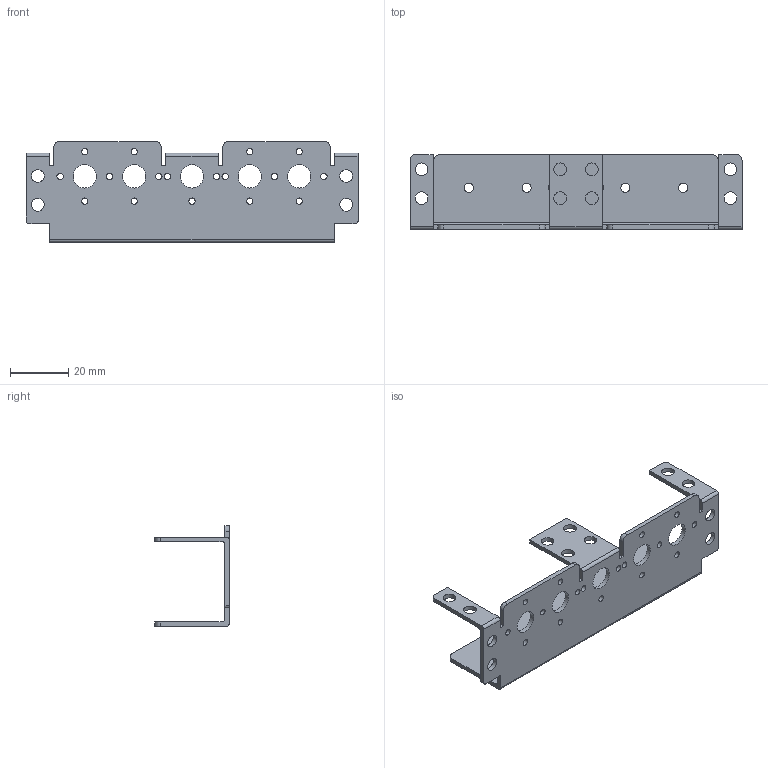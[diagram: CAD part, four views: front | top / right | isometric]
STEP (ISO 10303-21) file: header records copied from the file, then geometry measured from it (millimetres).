
FILE_DESCRIPTION(/* description */ ('STEP AP242'),/* implementation_level */ '2;1');
FILE_NAME(/* name */ 'ASB-15 Version 2 Custom.step',/* time_stamp */ '2025-08-31T02:10:17+05:30',/* author */ (''),/* organization */ (''),/* preprocessor_version */ 'ST-DEVELOPER v20.1',/* originating_system */ 'Autodesk Translation Framework v14.10.0.0',/* authorisation */ '');
FILE_SCHEMA (('AUTOMOTIVE_DESIGN { 1 0 10303 214 3 1 1 }'));
Length unit declared in the file: metre
Products named in the file (1): 2025-08-26-18-08-49-525
Bounding box: 114.3 x 25.72 x 34.72 mm (x, y, z)
Volume: 9563.5 mm3; surface area: 13988.4 mm2
Topology: 1 solids, 1 shells, 94 faces, 276 edges, 184 vertices
Faces by surface type: cylinder 60, plane 34
Full cylindrical faces by diameter (mm): 2.18 x20, 3.175 x4, 4.368 x4, 4.369 x8, 8 x6
Entity records: 3388 total; most frequent: DIRECTION 586, CARTESIAN_POINT 555, ORIENTED_EDGE 552, EDGE_CURVE 276, AXIS2_PLACEMENT_3D 215, VERTEX_POINT 184, EDGE_LOOP 178, LINE 156
